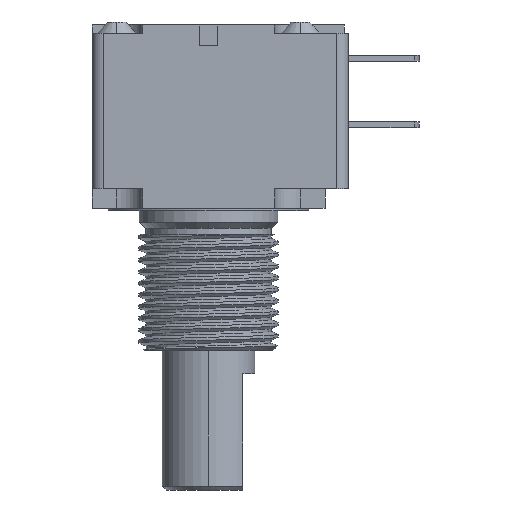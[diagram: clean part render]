
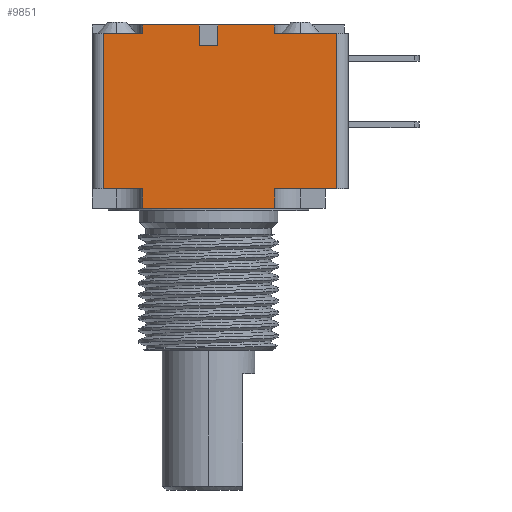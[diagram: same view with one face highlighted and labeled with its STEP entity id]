
A CAD part, left-side view. The second image highlights one B-rep face of the part: STEP entity #9851.
In plain terms, the highlighted planar face has unit normal (-1, 0, 0).
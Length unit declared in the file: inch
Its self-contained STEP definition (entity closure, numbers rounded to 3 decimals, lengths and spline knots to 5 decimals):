
#1686=DIRECTION('',(0.,0.,1.));
#1687=VECTOR('',#1686,0.418);
#1688=CARTESIAN_POINT('',(-0.3125,-0.345,0.06));
#1689=LINE('',#1688,#1687);
#1704=DIRECTION('',(0.,-1.,0.));
#1705=VECTOR('',#1704,0.105);
#1706=CARTESIAN_POINT('',(-0.3125,0.282,0.478));
#1707=LINE('',#1706,#1705);
#1708=DIRECTION('',(0.,0.,-1.));
#1709=VECTOR('',#1708,0.022);
#1710=CARTESIAN_POINT('',(-0.3125,0.177,0.5));
#1711=LINE('',#1710,#1709);
#1712=DIRECTION('',(0.,-1.,0.));
#1713=VECTOR('',#1712,0.152);
#1714=CARTESIAN_POINT('',(-0.3125,0.177,0.5));
#1715=LINE('',#1714,#1713);
#1716=DIRECTION('',(0.,0.,-1.));
#1717=VECTOR('',#1716,0.056);
#1718=CARTESIAN_POINT('',(-0.3125,0.025,0.5));
#1719=LINE('',#1718,#1717);
#1720=DIRECTION('',(0.,-1.,0.));
#1721=VECTOR('',#1720,0.05);
#1722=CARTESIAN_POINT('',(-0.3125,0.025,0.444));
#1723=LINE('',#1722,#1721);
#1724=DIRECTION('',(0.,0.,-1.));
#1725=VECTOR('',#1724,0.056);
#1726=CARTESIAN_POINT('',(-0.3125,-0.025,0.5));
#1727=LINE('',#1726,#1725);
#1728=DIRECTION('',(0.,-1.,0.));
#1729=VECTOR('',#1728,0.152);
#1730=CARTESIAN_POINT('',(-0.3125,-0.025,0.5));
#1731=LINE('',#1730,#1729);
#1732=DIRECTION('',(0.,0.,-1.));
#1733=VECTOR('',#1732,0.022);
#1734=CARTESIAN_POINT('',(-0.3125,-0.177,0.5));
#1735=LINE('',#1734,#1733);
#1736=DIRECTION('',(0.,-1.,0.));
#1737=VECTOR('',#1736,0.168);
#1738=CARTESIAN_POINT('',(-0.3125,-0.177,0.478));
#1739=LINE('',#1738,#1737);
#1740=DIRECTION('',(0.,-1.,0.));
#1741=VECTOR('',#1740,0.167);
#1742=CARTESIAN_POINT('',(-0.3125,-0.178,0.06));
#1743=LINE('',#1742,#1741);
#1744=DIRECTION('',(0.,0.,1.));
#1745=VECTOR('',#1744,0.053);
#1746=CARTESIAN_POINT('',(-0.3125,-0.178,0.007));
#1747=LINE('',#1746,#1745);
#1748=DIRECTION('',(0.,-1.,0.));
#1749=VECTOR('',#1748,0.355);
#1750=CARTESIAN_POINT('',(-0.3125,0.177,0.007));
#1751=LINE('',#1750,#1749);
#1752=DIRECTION('',(0.,0.,1.));
#1753=VECTOR('',#1752,0.053);
#1754=CARTESIAN_POINT('',(-0.3125,0.177,0.007));
#1755=LINE('',#1754,#1753);
#1756=DIRECTION('',(0.,-1.,0.));
#1757=VECTOR('',#1756,0.105);
#1758=CARTESIAN_POINT('',(-0.3125,0.282,0.06));
#1759=LINE('',#1758,#1757);
#1769=DIRECTION('',(0.,0.,-1.));
#1770=VECTOR('',#1769,0.418);
#1771=CARTESIAN_POINT('',(-0.3125,0.282,0.478));
#1772=LINE('',#1771,#1770);
#6728=CARTESIAN_POINT('',(-0.3125,0.177,0.06));
#6729=VERTEX_POINT('',#6728);
#6768=CARTESIAN_POINT('',(-0.3125,-0.178,0.06));
#6769=VERTEX_POINT('',#6768);
#6770=CARTESIAN_POINT('',(-0.3125,0.177,0.007));
#6771=CARTESIAN_POINT('',(-0.3125,-0.178,0.007));
#6772=VERTEX_POINT('',#6770);
#6773=VERTEX_POINT('',#6771);
#6814=CARTESIAN_POINT('',(-0.3125,0.282,0.06));
#6816=VERTEX_POINT('',#6814);
#6819=CARTESIAN_POINT('',(-0.3125,-0.345,0.06));
#6821=VERTEX_POINT('',#6819);
#6999=CARTESIAN_POINT('',(-0.3125,0.177,0.5));
#7001=VERTEX_POINT('',#6999);
#7023=CARTESIAN_POINT('',(-0.3125,-0.177,0.5));
#7024=VERTEX_POINT('',#7023);
#7043=CARTESIAN_POINT('',(-0.3125,0.282,0.478));
#7044=CARTESIAN_POINT('',(-0.3125,0.177,0.478));
#7045=VERTEX_POINT('',#7043);
#7046=VERTEX_POINT('',#7044);
#7047=CARTESIAN_POINT('',(-0.3125,-0.177,0.478));
#7048=CARTESIAN_POINT('',(-0.3125,-0.345,0.478));
#7049=VERTEX_POINT('',#7047);
#7050=VERTEX_POINT('',#7048);
#7279=CARTESIAN_POINT('',(-0.3125,-0.025,0.5));
#7281=VERTEX_POINT('',#7279);
#7285=CARTESIAN_POINT('',(-0.3125,0.025,0.5));
#7286=VERTEX_POINT('',#7285);
#7295=CARTESIAN_POINT('',(-0.3125,0.025,0.444));
#7296=CARTESIAN_POINT('',(-0.3125,-0.025,0.444));
#7297=VERTEX_POINT('',#7295);
#7298=VERTEX_POINT('',#7296);
#9815=CARTESIAN_POINT('',(-0.3125,0.312,0.));
#9816=DIRECTION('',(-1.,0.,0.));
#9817=DIRECTION('',(0.,-1.,0.));
#9818=AXIS2_PLACEMENT_3D('',#9815,#9816,#9817);
#9819=PLANE('',#9818);
#9821=ORIENTED_EDGE('',*,*,#9820,.F.);
#9823=ORIENTED_EDGE('',*,*,#9822,.T.);
#9825=ORIENTED_EDGE('',*,*,#9824,.F.);
#9826=ORIENTED_EDGE('',*,*,#8396,.T.);
#9828=ORIENTED_EDGE('',*,*,#9827,.T.);
#9830=ORIENTED_EDGE('',*,*,#9829,.T.);
#9832=ORIENTED_EDGE('',*,*,#9831,.F.);
#9833=ORIENTED_EDGE('',*,*,#8388,.T.);
#9835=ORIENTED_EDGE('',*,*,#9834,.T.);
#9837=ORIENTED_EDGE('',*,*,#9836,.T.);
#9838=ORIENTED_EDGE('',*,*,#9805,.F.);
#9840=ORIENTED_EDGE('',*,*,#9839,.F.);
#9842=ORIENTED_EDGE('',*,*,#9841,.F.);
#9844=ORIENTED_EDGE('',*,*,#9843,.F.);
#9846=ORIENTED_EDGE('',*,*,#9845,.T.);
#9848=ORIENTED_EDGE('',*,*,#9847,.F.);
#9849=EDGE_LOOP('',(#9821,#9823,#9825,#9826,#9828,#9830,#9832,#9833,#9835,#9837,
#9838,#9840,#9842,#9844,#9846,#9848));
#9850=FACE_OUTER_BOUND('',#9849,.F.);
#9851=ADVANCED_FACE('',(#9850),#9819,.T.);
#8388=EDGE_CURVE('',#7281,#7024,#1731,.T.);
#8396=EDGE_CURVE('',#7001,#7286,#1715,.T.);
#9805=EDGE_CURVE('',#6821,#7050,#1689,.T.);
#9820=EDGE_CURVE('',#7045,#6816,#1772,.T.);
#9822=EDGE_CURVE('',#7045,#7046,#1707,.T.);
#9824=EDGE_CURVE('',#7001,#7046,#1711,.T.);
#9827=EDGE_CURVE('',#7286,#7297,#1719,.T.);
#9829=EDGE_CURVE('',#7297,#7298,#1723,.T.);
#9831=EDGE_CURVE('',#7281,#7298,#1727,.T.);
#9834=EDGE_CURVE('',#7024,#7049,#1735,.T.);
#9836=EDGE_CURVE('',#7049,#7050,#1739,.T.);
#9839=EDGE_CURVE('',#6769,#6821,#1743,.T.);
#9841=EDGE_CURVE('',#6773,#6769,#1747,.T.);
#9843=EDGE_CURVE('',#6772,#6773,#1751,.T.);
#9845=EDGE_CURVE('',#6772,#6729,#1755,.T.);
#9847=EDGE_CURVE('',#6816,#6729,#1759,.T.);
